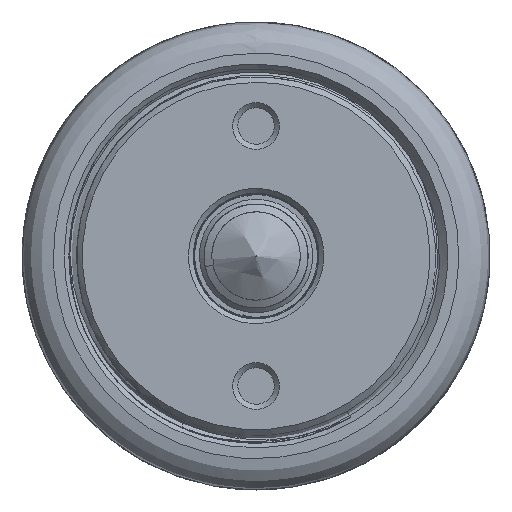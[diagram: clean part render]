
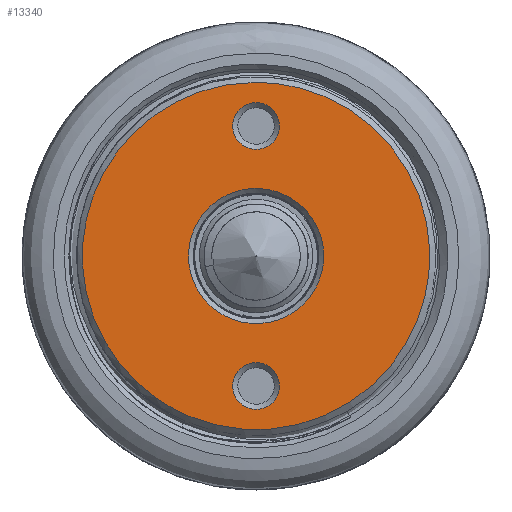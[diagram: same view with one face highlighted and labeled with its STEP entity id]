
A CAD part, left-side view. The second image highlights one B-rep face of the part: STEP entity #13340.
In plain terms, the highlighted free-form (B-spline) face has degree [1, 1] with [2, 2] control points.
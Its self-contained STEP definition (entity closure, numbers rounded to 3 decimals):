
#13340 = ADVANCED_FACE('',(#13341,#13355,#13369,#13383),#13405,.T.);
#13341 = FACE_BOUND('',#13342,.T.);
#13342 = EDGE_LOOP('',(#13343));
#13343 = ORIENTED_EDGE('',*,*,#13344,.T.);
#13344 = EDGE_CURVE('',#13345,#13345,#13347,.T.);
#13345 = VERTEX_POINT('',#13346);
#13346 = CARTESIAN_POINT('',(31.037,0.,
    7.247));
#13347 = ( BOUNDED_CURVE() B_SPLINE_CURVE(2,(#13348,#13349,#13350,#13351
    ,#13352,#13353,#13354),.UNSPECIFIED.,.T.,.F.) 
B_SPLINE_CURVE_WITH_KNOTS((1,2,2,2,2,1),(-2.094,0.,
    2.094,4.189,6.283,8.378),
.UNSPECIFIED.) CURVE() GEOMETRIC_REPRESENTATION_ITEM() 
RATIONAL_B_SPLINE_CURVE((1.,0.5,1.,0.5,1.,0.5,1.)) REPRESENTATION_ITEM(
  '') );
#13348 = CARTESIAN_POINT('',(31.037,0.,
    7.247));
#13349 = CARTESIAN_POINT('',(31.037,-12.553,
    7.247));
#13350 = CARTESIAN_POINT('',(31.037,-6.276,
    -3.624));
#13351 = CARTESIAN_POINT('',(31.037,0.,
    -14.495));
#13352 = CARTESIAN_POINT('',(31.037,6.276,
    -3.624));
#13353 = CARTESIAN_POINT('',(31.037,12.553,
    7.247));
#13354 = CARTESIAN_POINT('',(31.037,0.,
    7.247));
#13355 = FACE_BOUND('',#13356,.T.);
#13356 = EDGE_LOOP('',(#13357));
#13357 = ORIENTED_EDGE('',*,*,#13358,.T.);
#13358 = EDGE_CURVE('',#13359,#13359,#13361,.T.);
#13359 = VERTEX_POINT('',#13360);
#13360 = CARTESIAN_POINT('',(31.037,0.,
    16.446));
#13361 = ( BOUNDED_CURVE() B_SPLINE_CURVE(2,(#13362,#13363,#13364,#13365
    ,#13366,#13367,#13368),.UNSPECIFIED.,.T.,.F.) 
B_SPLINE_CURVE_WITH_KNOTS((1,2,2,2,2,1),(-2.094,0.,
    2.094,4.189,6.283,8.378),
.UNSPECIFIED.) CURVE() GEOMETRIC_REPRESENTATION_ITEM() 
RATIONAL_B_SPLINE_CURVE((1.,0.5,1.,0.5,1.,0.5,1.)) REPRESENTATION_ITEM(
  '') );
#13362 = CARTESIAN_POINT('',(31.037,0.,
    16.446));
#13363 = CARTESIAN_POINT('',(31.037,-4.345,
    16.446));
#13364 = CARTESIAN_POINT('',(31.037,-2.173,
    12.683));
#13365 = CARTESIAN_POINT('',(31.037,0.,
    8.92));
#13366 = CARTESIAN_POINT('',(31.037,2.173,
    12.683));
#13367 = CARTESIAN_POINT('',(31.037,4.345,
    16.446));
#13368 = CARTESIAN_POINT('',(31.037,0.,
    16.446));
#13369 = FACE_BOUND('',#13370,.T.);
#13370 = EDGE_LOOP('',(#13371));
#13371 = ORIENTED_EDGE('',*,*,#13372,.T.);
#13372 = EDGE_CURVE('',#13373,#13373,#13375,.T.);
#13373 = VERTEX_POINT('',#13374);
#13374 = CARTESIAN_POINT('',(31.037,0.,
    -11.429));
#13375 = ( BOUNDED_CURVE() B_SPLINE_CURVE(2,(#13376,#13377,#13378,#13379
    ,#13380,#13381,#13382),.UNSPECIFIED.,.T.,.F.) 
B_SPLINE_CURVE_WITH_KNOTS((1,2,2,2,2,1),(-2.094,0.,
    2.094,4.189,6.283,8.378),
.UNSPECIFIED.) CURVE() GEOMETRIC_REPRESENTATION_ITEM() 
RATIONAL_B_SPLINE_CURVE((1.,0.5,1.,0.5,1.,0.5,1.)) REPRESENTATION_ITEM(
  '') );
#13376 = CARTESIAN_POINT('',(31.037,0.,
    -11.429));
#13377 = CARTESIAN_POINT('',(31.037,-4.345,
    -11.429));
#13378 = CARTESIAN_POINT('',(31.037,-2.173,
    -15.192));
#13379 = CARTESIAN_POINT('',(31.037,0.,
    -18.955));
#13380 = CARTESIAN_POINT('',(31.037,2.173,
    -15.192));
#13381 = CARTESIAN_POINT('',(31.037,4.345,
    -11.429));
#13382 = CARTESIAN_POINT('',(31.037,0.,
    -11.429));
#13383 = FACE_BOUND('',#13384,.T.);
#13384 = EDGE_LOOP('',(#13385,#13397));
#13385 = ORIENTED_EDGE('',*,*,#13386,.T.);
#13386 = EDGE_CURVE('',#13387,#13389,#13391,.T.);
#13387 = VERTEX_POINT('',#13388);
#13388 = CARTESIAN_POINT('',(31.037,0.,
    18.62));
#13389 = VERTEX_POINT('',#13390);
#13390 = CARTESIAN_POINT('',(31.037,7.41,
    -17.082));
#13391 = ( BOUNDED_CURVE() B_SPLINE_CURVE(2,(#13392,#13393,#13394,#13395
,#13396),.UNSPECIFIED.,.F.,.F.) B_SPLINE_CURVE_WITH_KNOTS((3,2,3),(0.,
1.366,2.732),.PIECEWISE_BEZIER_KNOTS.) CURVE() 
GEOMETRIC_REPRESENTATION_ITEM() RATIONAL_B_SPLINE_CURVE((1.,
0.776,1.,0.776,1.)) REPRESENTATION_ITEM('') );
#13392 = CARTESIAN_POINT('',(31.037,0.,
    18.62));
#13393 = CARTESIAN_POINT('',(31.037,15.153,
    18.62));
#13394 = CARTESIAN_POINT('',(31.037,18.232,
    3.784));
#13395 = CARTESIAN_POINT('',(31.037,21.311,
    -11.052));
#13396 = CARTESIAN_POINT('',(31.037,7.41,
    -17.082));
#13397 = ORIENTED_EDGE('',*,*,#13398,.T.);
#13398 = EDGE_CURVE('',#13389,#13387,#13399,.T.);
#13399 = ( BOUNDED_CURVE() B_SPLINE_CURVE(2,(#13400,#13401,#13402,#13403
,#13404),.UNSPECIFIED.,.F.,.F.) B_SPLINE_CURVE_WITH_KNOTS((3,2,3),(
    2.732,4.508,6.283),
.PIECEWISE_BEZIER_KNOTS.) CURVE() GEOMETRIC_REPRESENTATION_ITEM() 
RATIONAL_B_SPLINE_CURVE((1.,0.631,1.,0.631,1.)) 
REPRESENTATION_ITEM('') );
#13400 = CARTESIAN_POINT('',(31.037,7.41,
    -17.082));
#13401 = CARTESIAN_POINT('',(31.037,-13.582,
    -26.188));
#13402 = CARTESIAN_POINT('',(31.037,-18.232,
    -3.784));
#13403 = CARTESIAN_POINT('',(31.037,-22.882,
    18.62));
#13404 = CARTESIAN_POINT('',(31.037,0.,
    18.62));
#13405 = B_SPLINE_SURFACE_WITH_KNOTS('',1,1,(
    (#13406,#13407)
    ,(#13408,#13409
  )),.UNSPECIFIED.,.F.,.F.,.F.,(2,2),(2,2),(-16.7,16.7),(-16.7,16.7),
  .PIECEWISE_BEZIER_KNOTS.);
#13406 = CARTESIAN_POINT('',(31.037,-18.62,
    -18.62));
#13407 = CARTESIAN_POINT('',(31.037,18.62,
    -18.62));
#13408 = CARTESIAN_POINT('',(31.037,-18.62,
    18.62));
#13409 = CARTESIAN_POINT('',(31.037,18.62,
    18.62));
